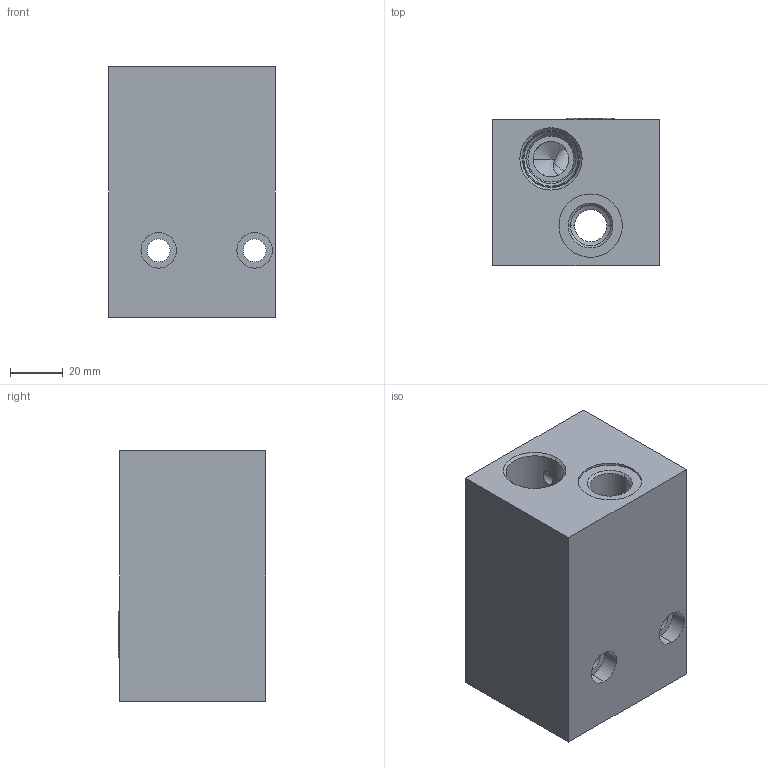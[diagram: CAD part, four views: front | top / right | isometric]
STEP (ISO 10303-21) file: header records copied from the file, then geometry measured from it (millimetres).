
FILE_DESCRIPTION((''),'2;1');
FILE_NAME('YVX_ASM','2019-08-16T',('ProEService'),(''),'PRO/ENGINEER BY PARAMETRIC TECHNOLOGY CORPORATION, 2014200','PRO/ENGINEER BY PARAMETRIC TECHNOLOGY CORPORATION, 2014200','');
FILE_SCHEMA(('CONFIG_CONTROL_DESIGN'));
Length unit declared in the file: inch
Products named in the file (3): 150-803-003; 500-001-113; YVX_ASM
Assembly tree (2 placements, depth 2):
  YVX_ASM
    150-803-003
    500-001-113
Bounding box: 63.5 x 56.03 x 95.25 mm (x, y, z)
Volume: 272684.1 mm3; surface area: 47654.5 mm2
Topology: 2 solids, 2 shells, 155 faces, 643 edges, 606 vertices
Faces by surface type: cylinder 75, cone 43, plane 18, sphere 13, revolution 4, torus 2
Entity records: 8305 total; most frequent: CARTESIAN_POINT 3298, DIRECTION 1013, ORIENTED_EDGE 804, EDGE_CURVE 402, VECTOR 343, LINE 343, AXIS2_PLACEMENT_3D 333, VERTEX_POINT 255
